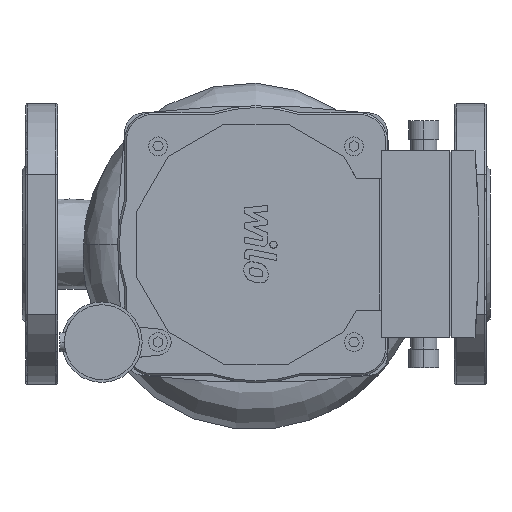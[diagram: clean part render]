
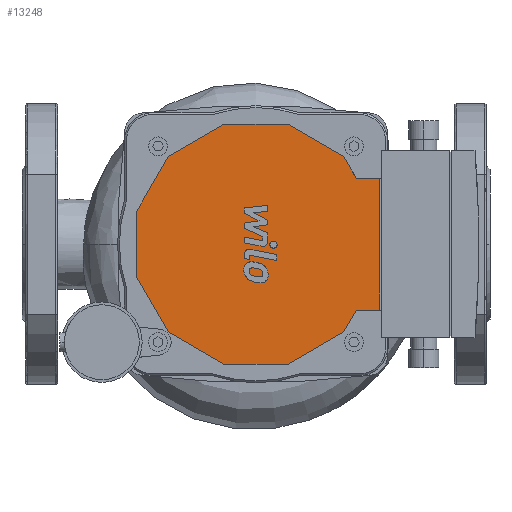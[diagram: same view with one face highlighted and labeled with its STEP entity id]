
A CAD part, front view. The second image highlights one B-rep face of the part: STEP entity #13248.
In plain terms, the highlighted planar face has unit normal (0, -1, 0).
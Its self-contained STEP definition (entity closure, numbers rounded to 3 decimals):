
#12748=CARTESIAN_POINT('',(107.851,-258.0,-64.));
#12749=VERTEX_POINT('',#12748);
#12756=CARTESIAN_POINT('',(78.149,-258.0,-46.851));
#12757=VERTEX_POINT('',#12756);
#12758=CARTESIAN_POINT('',(78.149,-258.0,-46.851));
#12759=DIRECTION('',(0.866,0.0,-0.5));
#12760=VECTOR('',#12759,34.297);
#12761=LINE('',#12758,#12760);
#12762=EDGE_CURVE('',#12757,#12749,#12761,.T.);
#12779=CARTESIAN_POINT('',(142.149,-258.0,-64.));
#12780=VERTEX_POINT('',#12779);
#12787=CARTESIAN_POINT('',(107.851,-258.0,-64.));
#12788=DIRECTION('',(1.0,0.0,0.0));
#12789=VECTOR('',#12788,34.297);
#12790=LINE('',#12787,#12789);
#12791=EDGE_CURVE('',#12749,#12780,#12790,.T.);
#12803=CARTESIAN_POINT('',(171.851,-258.0,-46.851));
#12804=VERTEX_POINT('',#12803);
#12811=CARTESIAN_POINT('',(142.149,-258.0,-64.));
#12812=DIRECTION('',(0.866,0.0,0.5));
#12813=VECTOR('',#12812,34.297);
#12814=LINE('',#12811,#12813);
#12815=EDGE_CURVE('',#12780,#12804,#12814,.T.);
#12843=CARTESIAN_POINT('',(178.578,-258.0,-35.2));
#12844=VERTEX_POINT('',#12843);
#12851=CARTESIAN_POINT('',(171.851,-258.0,-46.851));
#12852=DIRECTION('',(0.5,0.0,0.866));
#12853=VECTOR('',#12852,13.454);
#12854=LINE('',#12851,#12853);
#12855=EDGE_CURVE('',#12804,#12844,#12854,.T.);
#12891=CARTESIAN_POINT('',(171.851,-258.0,46.851));
#12892=VERTEX_POINT('',#12891);
#12899=CARTESIAN_POINT('',(178.578,-258.0,35.2));
#12900=VERTEX_POINT('',#12899);
#12901=CARTESIAN_POINT('',(178.578,-258.0,35.2));
#12902=DIRECTION('',(-0.5,0.0,0.866));
#12903=VECTOR('',#12902,13.454);
#12904=LINE('',#12901,#12903);
#12905=EDGE_CURVE('',#12900,#12892,#12904,.T.);
#13011=CARTESIAN_POINT('',(191.0,-258.0,-35.2));
#13012=VERTEX_POINT('',#13011);
#13019=CARTESIAN_POINT('',(178.578,-258.0,-35.2));
#13020=DIRECTION('',(1.0,0.0,0.0));
#13021=VECTOR('',#13020,12.422);
#13022=LINE('',#13019,#13021);
#13023=EDGE_CURVE('',#12844,#13012,#13022,.T.);
#13053=CARTESIAN_POINT('',(191.0,-258.0,35.2));
#13054=VERTEX_POINT('',#13053);
#13055=CARTESIAN_POINT('',(178.578,-258.0,35.2));
#13056=DIRECTION('',(1.0,0.0,0.0));
#13057=VECTOR('',#13056,12.422);
#13058=LINE('',#13055,#13057);
#13059=EDGE_CURVE('',#12900,#13054,#13058,.T.);
#13080=CARTESIAN_POINT('',(191.0,-258.0,-35.2));
#13081=DIRECTION('',(0.0,0.0,1.0));
#13082=VECTOR('',#13081,70.4);
#13083=LINE('',#13080,#13082);
#13084=EDGE_CURVE('',#13012,#13054,#13083,.T.);
#13095=CARTESIAN_POINT('',(142.149,-258.0,64.));
#13096=VERTEX_POINT('',#13095);
#13103=CARTESIAN_POINT('',(171.851,-258.0,46.851));
#13104=DIRECTION('',(-0.866,0.0,0.5));
#13105=VECTOR('',#13104,34.297);
#13106=LINE('',#13103,#13105);
#13107=EDGE_CURVE('',#12892,#13096,#13106,.T.);
#13119=CARTESIAN_POINT('',(107.851,-258.0,64.));
#13120=VERTEX_POINT('',#13119);
#13127=CARTESIAN_POINT('',(142.149,-258.0,64.));
#13128=DIRECTION('',(-1.0,0.0,0.0));
#13129=VECTOR('',#13128,34.297);
#13130=LINE('',#13127,#13129);
#13131=EDGE_CURVE('',#13096,#13120,#13130,.T.);
#13143=CARTESIAN_POINT('',(78.149,-258.0,46.851));
#13144=VERTEX_POINT('',#13143);
#13151=CARTESIAN_POINT('',(107.851,-258.0,64.));
#13152=DIRECTION('',(-0.866,0.0,-0.5));
#13153=VECTOR('',#13152,34.297);
#13154=LINE('',#13151,#13153);
#13155=EDGE_CURVE('',#13120,#13144,#13154,.T.);
#13167=CARTESIAN_POINT('',(61.,-258.0,17.149));
#13168=VERTEX_POINT('',#13167);
#13175=CARTESIAN_POINT('',(78.149,-258.0,46.851));
#13176=DIRECTION('',(-0.5,0.0,-0.866));
#13177=VECTOR('',#13176,34.297);
#13178=LINE('',#13175,#13177);
#13179=EDGE_CURVE('',#13144,#13168,#13178,.T.);
#13191=CARTESIAN_POINT('',(61.,-258.0,-17.149));
#13192=VERTEX_POINT('',#13191);
#13199=CARTESIAN_POINT('',(61.,-258.0,17.149));
#13200=DIRECTION('',(0.0,0.0,-1.0));
#13201=VECTOR('',#13200,34.297);
#13202=LINE('',#13199,#13201);
#13203=EDGE_CURVE('',#13168,#13192,#13202,.T.);
#13216=CARTESIAN_POINT('',(61.,-258.0,-17.149));
#13217=DIRECTION('',(0.5,0.0,-0.866));
#13218=VECTOR('',#13217,34.297);
#13219=LINE('',#13216,#13218);
#13220=EDGE_CURVE('',#13192,#12757,#13219,.T.);
#13227=CARTESIAN_POINT('',(125.,-258.0,0.));
#13228=DIRECTION('',(0.0,1.0,0.0));
#13229=DIRECTION('',(0.0,0.0,1.0));
#13230=AXIS2_PLACEMENT_3D('',#13227,#13228,#13229);
#13231=PLANE('',#13230);
#13232=ORIENTED_EDGE('',*,*,#12905,.T.);
#13233=ORIENTED_EDGE('',*,*,#13107,.T.);
#13234=ORIENTED_EDGE('',*,*,#13131,.T.);
#13235=ORIENTED_EDGE('',*,*,#13155,.T.);
#13236=ORIENTED_EDGE('',*,*,#13179,.T.);
#13237=ORIENTED_EDGE('',*,*,#13203,.T.);
#13238=ORIENTED_EDGE('',*,*,#13220,.T.);
#13239=ORIENTED_EDGE('',*,*,#12762,.T.);
#13240=ORIENTED_EDGE('',*,*,#12791,.T.);
#13241=ORIENTED_EDGE('',*,*,#12815,.T.);
#13242=ORIENTED_EDGE('',*,*,#12855,.T.);
#13243=ORIENTED_EDGE('',*,*,#13023,.T.);
#13244=ORIENTED_EDGE('',*,*,#13084,.T.);
#13245=ORIENTED_EDGE('',*,*,#13059,.F.);
#13246=EDGE_LOOP('',(#13232,#13233,#13234,#13235,#13236,#13237,#13238,#13239,#13240,#13241,#13242,#13243,#13244,#13245));
#13247=FACE_OUTER_BOUND('',#13246,.T.);
#13248=ADVANCED_FACE('',(#13247),#13231,.F.);
